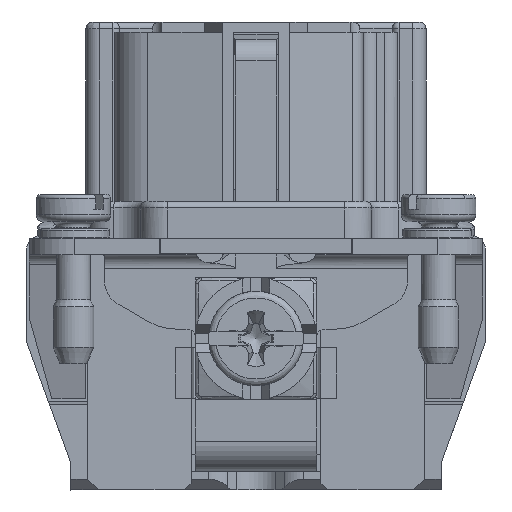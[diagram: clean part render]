
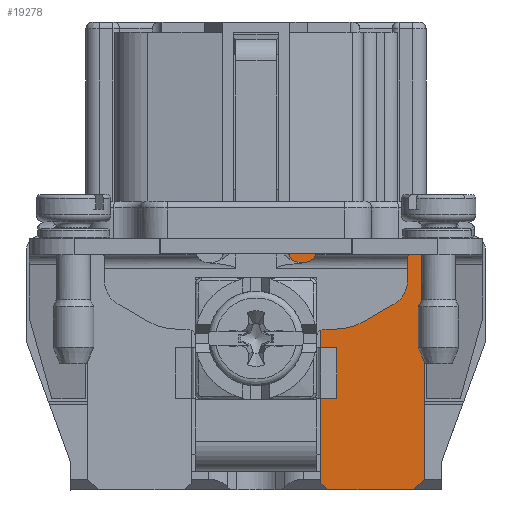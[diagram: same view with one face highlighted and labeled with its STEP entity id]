
A CAD part, left-side view. The second image highlights one B-rep face of the part: STEP entity #19278.
In plain terms, the highlighted planar face has unit normal (-1, 0, 0).
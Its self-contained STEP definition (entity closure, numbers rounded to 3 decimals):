
#19278=ADVANCED_FACE('',(#23509),#21987,.T.);
#21987=PLANE('',#71086);
#23509=FACE_OUTER_BOUND('',#25969,.T.);
#25969=EDGE_LOOP('',(#30209,#30210,#30211,#30212,#30213,#30214,#30215,#30216,
#30217,#30218));
#30209=ORIENTED_EDGE('',*,*,#49205,.T.);
#30210=ORIENTED_EDGE('',*,*,#50199,.T.);
#30211=ORIENTED_EDGE('',*,*,#50028,.F.);
#30212=ORIENTED_EDGE('',*,*,#50200,.F.);
#30213=ORIENTED_EDGE('',*,*,#50201,.F.);
#30214=ORIENTED_EDGE('',*,*,#50202,.T.);
#30215=ORIENTED_EDGE('',*,*,#50170,.T.);
#30216=ORIENTED_EDGE('',*,*,#50198,.F.);
#30217=ORIENTED_EDGE('',*,*,#50203,.F.);
#30218=ORIENTED_EDGE('',*,*,#50204,.T.);
#44165=VERTEX_POINT('',#88340);
#44166=VERTEX_POINT('',#88342);
#44886=VERTEX_POINT('',#90112);
#44887=VERTEX_POINT('',#90114);
#45003=VERTEX_POINT('',#90396);
#45004=VERTEX_POINT('',#90398);
#45023=VERTEX_POINT('',#90450);
#45024=VERTEX_POINT('',#90455);
#45025=VERTEX_POINT('',#90457);
#45026=VERTEX_POINT('',#90460);
#49205=EDGE_CURVE('',#44166,#44165,#60071,.T.);
#50028=EDGE_CURVE('',#44886,#44887,#60747,.T.);
#50170=EDGE_CURVE('',#45004,#45003,#60855,.T.);
#50198=EDGE_CURVE('',#45023,#45003,#60883,.T.);
#50199=EDGE_CURVE('',#44165,#44887,#60884,.T.);
#50200=EDGE_CURVE('',#45024,#44886,#60885,.T.);
#50201=EDGE_CURVE('',#45025,#45024,#60886,.T.);
#50202=EDGE_CURVE('',#45025,#45004,#60887,.T.);
#50203=EDGE_CURVE('',#45026,#45023,#60888,.T.);
#50204=EDGE_CURVE('',#45026,#44166,#60889,.T.);
#60071=LINE('',#88341,#64005);
#60747=LINE('',#90113,#64681);
#60855=LINE('',#90397,#64789);
#60883=LINE('',#90451,#64817);
#60884=LINE('',#90453,#64818);
#60885=LINE('',#90454,#64819);
#60886=LINE('',#90456,#64820);
#60887=LINE('',#90458,#64821);
#60888=LINE('',#90459,#64822);
#60889=LINE('',#90461,#64823);
#64005=VECTOR('',#75280,1.);
#64681=VECTOR('',#76386,1.);
#64789=VECTOR('',#76612,1.);
#64817=VECTOR('',#76652,1.);
#64818=VECTOR('',#76655,1.);
#64819=VECTOR('',#76656,1.);
#64820=VECTOR('',#76657,1.);
#64821=VECTOR('',#76658,1.);
#64822=VECTOR('',#76659,1.);
#64823=VECTOR('',#76660,1.);
#71086=AXIS2_PLACEMENT_3D('',#90462,#76661,#76662);
#75280=DIRECTION('',(0.,-1.,0.));
#76386=DIRECTION('',(0.,0.,-1.));
#76612=DIRECTION('',(0.,-0.5,-0.866));
#76652=DIRECTION('',(0.,1.,0.));
#76655=DIRECTION('',(0.,-0.707,0.707));
#76656=DIRECTION('',(0.,-1.,0.));
#76657=DIRECTION('',(0.,0.,1.));
#76658=DIRECTION('',(0.,1.,0.));
#76659=DIRECTION('',(0.,0.,1.));
#76660=DIRECTION('',(0.,-0.707,-0.707));
#76661=DIRECTION('',(-1.,0.,0.));
#76662=DIRECTION('',(0.,0.,-1.));
#88340=CARTESIAN_POINT('',(-21.375,-11.65,-17.4));
#88341=CARTESIAN_POINT('',(-21.375,-12.45,-17.4));
#88342=CARTESIAN_POINT('',(-21.375,-5.3,-17.4));
#90112=CARTESIAN_POINT('',(-21.375,-12.45,1.2));
#90113=CARTESIAN_POINT('',(-21.375,-12.45,-17.4));
#90114=CARTESIAN_POINT('',(-21.375,-12.45,-16.6));
#90396=CARTESIAN_POINT('',(-21.375,-3.609,-2.));
#90397=CARTESIAN_POINT('',(-21.375,-12.488,-17.378));
#90398=CARTESIAN_POINT('',(-21.375,-2.426,0.05));
#90450=CARTESIAN_POINT('',(-21.375,-4.8,-2.));
#90451=CARTESIAN_POINT('',(-21.375,-12.45,-2.));
#90453=CARTESIAN_POINT('',(-21.375,-12.05,-17.));
#90454=CARTESIAN_POINT('',(-21.375,0.,1.2));
#90455=CARTESIAN_POINT('',(-21.375,-4.275,1.2));
#90456=CARTESIAN_POINT('',(-21.375,-4.275,0.05));
#90457=CARTESIAN_POINT('',(-21.375,-4.275,0.05));
#90458=CARTESIAN_POINT('',(-21.375,0.,0.05));
#90459=CARTESIAN_POINT('',(-21.375,-4.8,-2.));
#90460=CARTESIAN_POINT('',(-21.375,-4.8,-16.9));
#90461=CARTESIAN_POINT('',(-21.375,-8.875,-20.975));
#90462=CARTESIAN_POINT('',(-21.375,-12.45,-17.4));
